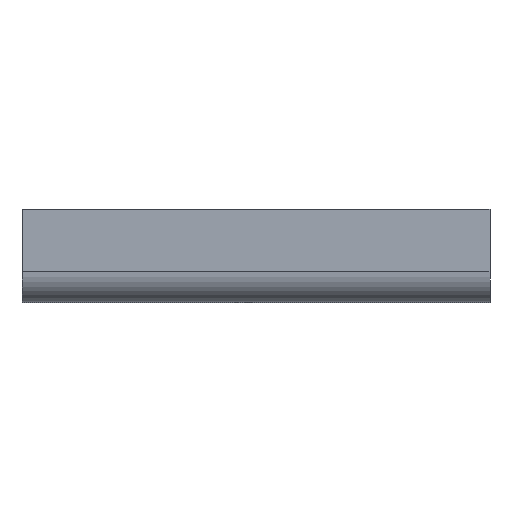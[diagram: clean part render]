
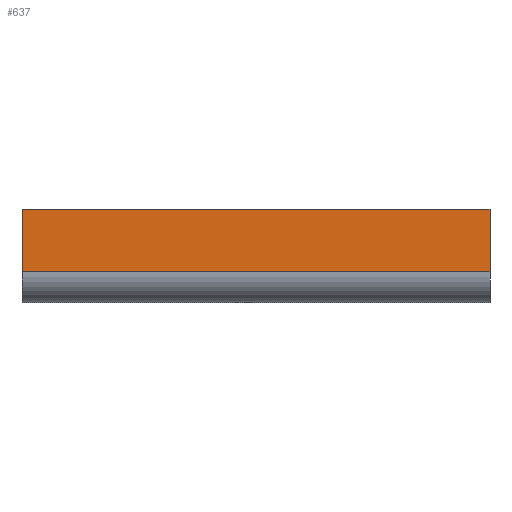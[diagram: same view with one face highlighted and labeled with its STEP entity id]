
A CAD part, front view. The second image highlights one B-rep face of the part: STEP entity #637.
In plain terms, the highlighted planar face has unit normal (0, -1, 0).
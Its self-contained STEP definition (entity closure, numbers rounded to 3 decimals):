
#65=FACE_OUTER_BOUND('',#99,.T.);
#99=EDGE_LOOP('',(#443,#444,#445,#446));
#145=LINE('',#980,#211);
#147=LINE('',#984,#213);
#148=LINE('',#986,#214);
#149=LINE('',#987,#215);
#211=VECTOR('',#775,10.);
#213=VECTOR('',#779,10.);
#214=VECTOR('',#780,10.);
#215=VECTOR('',#781,10.);
#273=VERTEX_POINT('',#977);
#274=VERTEX_POINT('',#979);
#275=VERTEX_POINT('',#983);
#276=VERTEX_POINT('',#985);
#341=EDGE_CURVE('',#274,#273,#145,.T.);
#343=EDGE_CURVE('',#273,#275,#147,.T.);
#344=EDGE_CURVE('',#275,#276,#148,.T.);
#345=EDGE_CURVE('',#276,#274,#149,.T.);
#443=ORIENTED_EDGE('',*,*,#341,.T.);
#444=ORIENTED_EDGE('',*,*,#343,.T.);
#445=ORIENTED_EDGE('',*,*,#344,.T.);
#446=ORIENTED_EDGE('',*,*,#345,.T.);
#617=PLANE('',#685);
#637=ADVANCED_FACE('',(#65),#617,.T.);
#685=AXIS2_PLACEMENT_3D('',#982,#777,#778);
#775=DIRECTION('',(-1.,0.,0.));
#777=DIRECTION('center_axis',(0.,-1.,0.));
#778=DIRECTION('ref_axis',(0.,0.,-1.));
#779=DIRECTION('',(0.,0.,-1.));
#780=DIRECTION('',(1.,0.,0.));
#781=DIRECTION('',(0.,0.,1.));
#977=CARTESIAN_POINT('',(-150.,-577.5,40.));
#979=CARTESIAN_POINT('',(150.,-577.5,40.));
#980=CARTESIAN_POINT('',(-75.,-577.5,40.));
#982=CARTESIAN_POINT('Origin',(-75.,-577.5,20.));
#983=CARTESIAN_POINT('',(-150.,-577.5,0.));
#984=CARTESIAN_POINT('',(-150.,-577.5,20.));
#985=CARTESIAN_POINT('',(150.,-577.5,0.));
#986=CARTESIAN_POINT('',(0.,-577.5,0.));
#987=CARTESIAN_POINT('',(150.,-577.5,20.));
